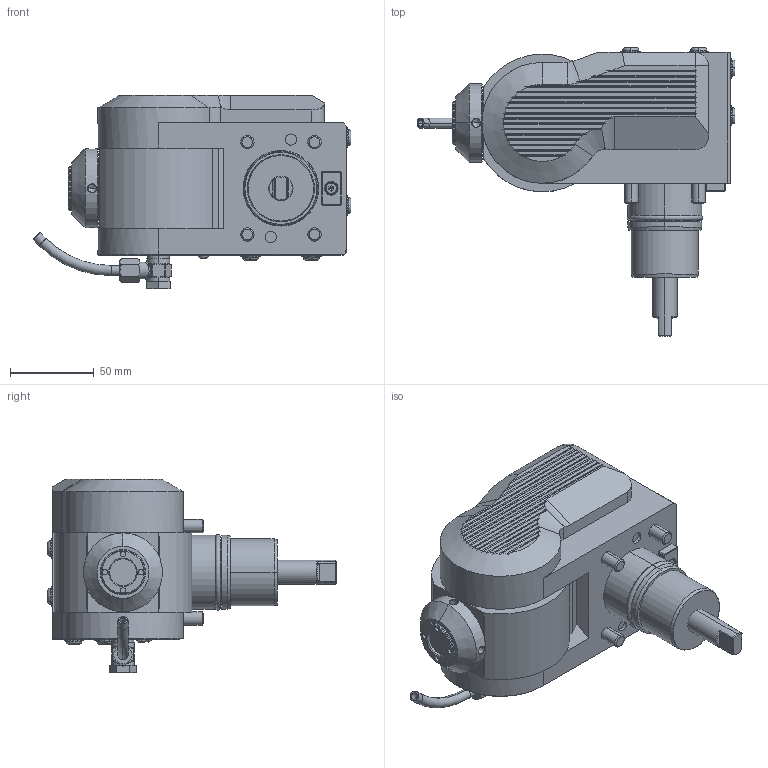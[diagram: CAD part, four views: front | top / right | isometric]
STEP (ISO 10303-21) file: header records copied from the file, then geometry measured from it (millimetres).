
FILE_DESCRIPTION((''),'2;1');
FILE_NAME('NGT2_44_505_20_2_1_1_5_NT','2025-06-18T',('vali'),('NOVA GRUP'),'PRO/ENGINEER BY PARAMETRIC TECHNOLOGY CORPORATION, 2010280','PRO/ENGINEER BY PARAMETRIC TECHNOLOGY CORPORATION, 2010280','');
FILE_SCHEMA(('CONFIG_CONTROL_DESIGN'));
Length unit declared in the file: millimetre
Products named in the file (1): NGT2_44_505_20_2_1_1_5_NT
Bounding box: 189.42 x 171.75 x 115.4 mm (x, y, z)
Volume: 1075949.4 mm3; surface area: 91183.3 mm2
Topology: 2 solids, 4 shells, 830 faces, 1924 edges, 1162 vertices
Faces by surface type: plane 401, cylinder 254, torus 80, cone 57, bspline 34, sphere 4
Entity records: 28600 total; most frequent: CARTESIAN_POINT 10073, ORIENTED_EDGE 3822, DIRECTION 3786, EDGE_CURVE 1911, AXIS2_PLACEMENT_3D 1367, VERTEX_POINT 1162, VECTOR 1052, LINE 1052
